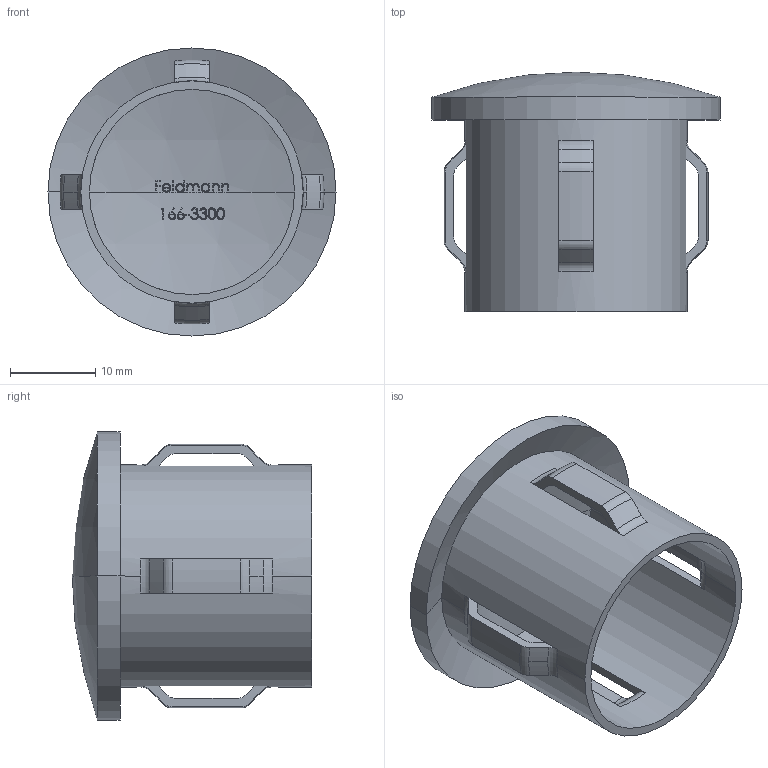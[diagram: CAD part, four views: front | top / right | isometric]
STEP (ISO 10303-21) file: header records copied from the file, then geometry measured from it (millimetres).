
FILE_DESCRIPTION (( 'STEP AP203' ), '1' );
FILE_NAME ('166-3300.step', '2019-09-13T12:01:56', ( '' ), ( '' ), 'SwSTEP 2.0', 'SolidWorks 2015', '' );
FILE_SCHEMA (( 'CONFIG_CONTROL_DESIGN' ));
Length unit declared in the file: millimetre
Products named in the file (1): 166-3300
Bounding box: 33.7 x 28 x 33.7 mm (x, y, z)
Volume: 4203.7 mm3; surface area: 6143.7 mm2
Topology: 1 solids, 1 shells, 319 faces, 883 edges, 570 vertices
Faces by surface type: bspline 112, plane 93, torus 40, sphere 38, cone 20, cylinder 16
Entity records: 15300 total; most frequent: CARTESIAN_POINT 7824, ORIENTED_EDGE 1766, DIRECTION 1234, EDGE_CURVE 883, VERTEX_POINT 570, AXIS2_PLACEMENT_3D 491, B_SPLINE_CURVE_WITH_KNOTS 348, EDGE_LOOP 339
